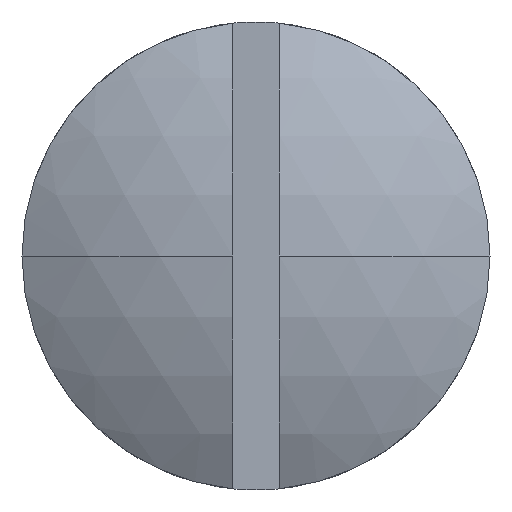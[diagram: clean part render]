
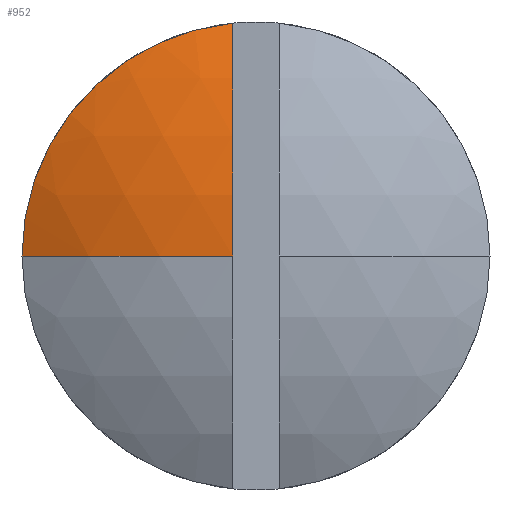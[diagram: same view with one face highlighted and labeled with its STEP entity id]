
A CAD part, left-side view. The second image highlights one B-rep face of the part: STEP entity #952.
In plain terms, the highlighted spherical face has radius 6.025 mm.
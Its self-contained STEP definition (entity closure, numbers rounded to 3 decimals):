
#203 = DIRECTION ( 'NONE',  ( 0., 1., 0. ) ) ;
#216 = DIRECTION ( 'NONE',  ( -1., 0., 0. ) ) ;
#419 = DIRECTION ( 'NONE',  ( 0., 0., 1. ) ) ;
#547 = EDGE_CURVE ( 'NONE', #2129, #697, #1662, .T. ) ;
#554 = DIRECTION ( 'NONE',  ( 0., 0., -1. ) ) ;
#603 = AXIS2_PLACEMENT_3D ( 'NONE', #1088, #2091, #1763 ) ;
#630 = EDGE_CURVE ( 'NONE', #2129, #1987, #2049, .T. ) ;
#678 = CARTESIAN_POINT ( 'NONE',  ( 0.8, 0.3, 2.985 ) ) ;
#697 = VERTEX_POINT ( 'NONE', #775 ) ;
#736 = AXIS2_PLACEMENT_3D ( 'NONE', #1723, #216, #795 ) ;
#775 = CARTESIAN_POINT ( 'NONE',  ( 0.007, 0.3, 0. ) ) ;
#795 = DIRECTION ( 'NONE',  ( 0., 0., 1. ) ) ;
#801 = ORIENTED_EDGE ( 'NONE', *, *, #547, .F. ) ;
#952 = ADVANCED_FACE ( 'NONE', ( #1054 ), #1395, .T. ) ;
#995 = CIRCLE ( 'NONE', #1453, 6.025 ) ;
#1054 = FACE_OUTER_BOUND ( 'NONE', #1860, .T. ) ;
#1088 = CARTESIAN_POINT ( 'NONE',  ( 6.025, 0.3, 0. ) ) ;
#1094 = CARTESIAN_POINT ( 'NONE',  ( 0.8, 3., 0. ) ) ;
#1259 = DIRECTION ( 'NONE',  ( 1., 0., 0. ) ) ;
#1395 = SPHERICAL_SURFACE ( 'NONE', #2104, 6.025 ) ;
#1439 = CARTESIAN_POINT ( 'NONE',  ( 6.025, 0., 0. ) ) ;
#1453 = AXIS2_PLACEMENT_3D ( 'NONE', #1439, #419, #1259 ) ;
#1485 = ORIENTED_EDGE ( 'NONE', *, *, #630, .T. ) ;
#1550 = CARTESIAN_POINT ( 'NONE',  ( 6.025, 0., 0. ) ) ;
#1599 = EDGE_CURVE ( 'NONE', #1987, #697, #995, .T. ) ;
#1662 = CIRCLE ( 'NONE', #603, 6.018 ) ;
#1723 = CARTESIAN_POINT ( 'NONE',  ( 0.8, 0., 0. ) ) ;
#1763 = DIRECTION ( 'NONE',  ( 0., 0., -1. ) ) ;
#1785 = ORIENTED_EDGE ( 'NONE', *, *, #1599, .T. ) ;
#1860 = EDGE_LOOP ( 'NONE', ( #1485, #1785, #801 ) ) ;
#1987 = VERTEX_POINT ( 'NONE', #1094 ) ;
#2049 = CIRCLE ( 'NONE', #736, 3. ) ;
#2091 = DIRECTION ( 'NONE',  ( 0., -1., 0. ) ) ;
#2104 = AXIS2_PLACEMENT_3D ( 'NONE', #1550, #554, #203 ) ;
#2129 = VERTEX_POINT ( 'NONE', #678 ) ;
